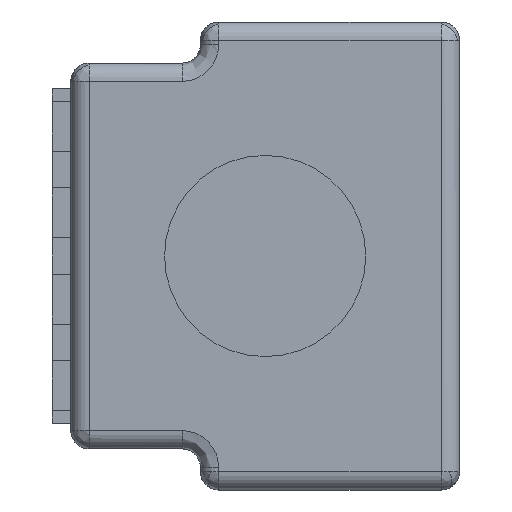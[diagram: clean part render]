
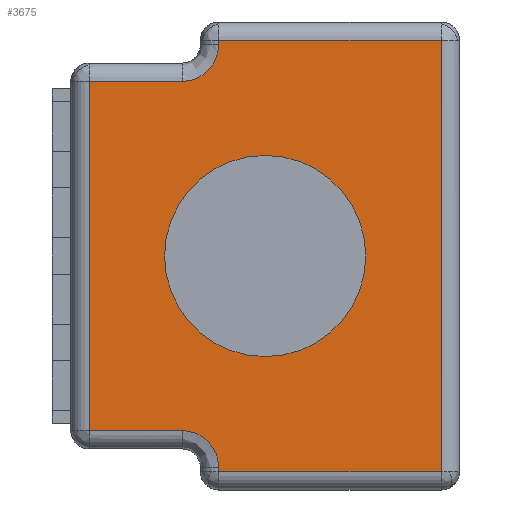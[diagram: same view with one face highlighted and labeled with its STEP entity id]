
A CAD part, left-side view. The second image highlights one B-rep face of the part: STEP entity #3675.
In plain terms, the highlighted planar face has unit normal (-1, 0, 0).
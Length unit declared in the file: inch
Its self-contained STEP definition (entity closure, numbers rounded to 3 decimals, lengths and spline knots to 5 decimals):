
#14 = VERTEX_POINT ( 'NONE', #3759 ) ;
#78 = DIRECTION ( 'NONE',  ( 0., 1., 0. ) ) ;
#176 = VECTOR ( 'NONE', #844, 39.37008 ) ;
#178 = CARTESIAN_POINT ( 'NONE',  ( 2.295, 0.0963, 0. ) ) ;
#180 = CARTESIAN_POINT ( 'NONE',  ( 2.295, 0., 0. ) ) ;
#190 = VERTEX_POINT ( 'NONE', #3441 ) ;
#262 = CARTESIAN_POINT ( 'NONE',  ( 2.295, -0.055, 0. ) ) ;
#391 = CARTESIAN_POINT ( 'NONE',  ( 2.295, 0.02543, 0.11795 ) ) ;
#420 = LINE ( 'NONE', #4577, #176 ) ;
#474 = ORIENTED_EDGE ( 'NONE', *, *, #3750, .F. ) ;
#479 = LINE ( 'NONE', #4800, #2687 ) ;
#524 = EDGE_CURVE ( 'NONE', #1367, #724, #2180, .T. ) ;
#556 = DIRECTION ( 'NONE',  ( 0., 1., 0. ) ) ;
#599 =( BOUNDED_CURVE ( )  B_SPLINE_CURVE ( 3, ( #3584, #1366, #4706, #2481 ),
 .UNSPECIFIED., .F., .T. ) 
 B_SPLINE_CURVE_WITH_KNOTS ( ( 4, 4 ),
 ( 0., 1. ),
 .UNSPECIFIED. ) 
 CURVE ( )  GEOMETRIC_REPRESENTATION_ITEM ( )  RATIONAL_B_SPLINE_CURVE ( ( 1., 0.805, 0.805, 1. ) ) 
 REPRESENTATION_ITEM ( '' )  );
#624 = VECTOR ( 'NONE', #2815, 39.37008 ) ;
#628 = ORIENTED_EDGE ( 'NONE', *, *, #3588, .F. ) ;
#690 = ORIENTED_EDGE ( 'NONE', *, *, #3654, .F. ) ;
#724 = VERTEX_POINT ( 'NONE', #4398 ) ;
#771 = DIRECTION ( 'NONE',  ( -1., 0., 0. ) ) ;
#800 = LINE ( 'NONE', #4179, #3531 ) ;
#840 = ORIENTED_EDGE ( 'NONE', *, *, #1944, .F. ) ;
#844 = DIRECTION ( 'NONE',  ( 0., 0., 1. ) ) ;
#883 = DIRECTION ( 'NONE',  ( 1., 0., 0. ) ) ;
#930 = DIRECTION ( 'NONE',  ( 0., 1., 0. ) ) ;
#980 = ORIENTED_EDGE ( 'NONE', *, *, #2302, .F. ) ;
#1032 = FACE_BOUND ( 'NONE', #1197, .T. ) ;
#1034 = CARTESIAN_POINT ( 'NONE',  ( 2.295, 0.0963, 0.0955 ) ) ;
#1159 = FACE_OUTER_BOUND ( 'NONE', #3113, .T. ) ;
#1188 = ORIENTED_EDGE ( 'NONE', *, *, #4248, .F. ) ;
#1197 = EDGE_LOOP ( 'NONE', ( #690, #2949 ) ) ;
#1201 = AXIS2_PLACEMENT_3D ( 'NONE', #4594, #883, #3491 ) ;
#1366 = CARTESIAN_POINT ( 'NONE',  ( 2.295, 0.03372, 0.0955 ) ) ;
#1367 = VERTEX_POINT ( 'NONE', #3787 ) ;
#1417 =( BOUNDED_CURVE ( )  B_SPLINE_CURVE ( 3, ( #1461, #1833, #4809, #2585 ),
 .UNSPECIFIED., .F., .F. ) 
 B_SPLINE_CURVE_WITH_KNOTS ( ( 4, 4 ),
 ( 0., 1. ),
 .UNSPECIFIED. ) 
 CURVE ( )  GEOMETRIC_REPRESENTATION_ITEM ( )  RATIONAL_B_SPLINE_CURVE ( ( 1., 0.805, 0.805, 1. ) ) 
 REPRESENTATION_ITEM ( '' )  );
#1461 = CARTESIAN_POINT ( 'NONE',  ( 2.295, 0.02543, -0.1155 ) ) ;
#1541 = EDGE_CURVE ( 'NONE', #14, #2713, #599, .T. ) ;
#1601 = EDGE_CURVE ( 'NONE', #190, #1367, #479, .T. ) ;
#1710 = ORIENTED_EDGE ( 'NONE', *, *, #3621, .F. ) ;
#1833 = CARTESIAN_POINT ( 'NONE',  ( 2.295, 0.02543, -0.10378 ) ) ;
#1944 = EDGE_CURVE ( 'NONE', #3671, #190, #3716, .T. ) ;
#1975 = ORIENTED_EDGE ( 'NONE', *, *, #3643, .F. ) ;
#1985 = PLANE ( 'NONE',  #1201 ) ;
#2113 = VERTEX_POINT ( 'NONE', #1034 ) ;
#2180 = LINE ( 'NONE', #2317, #2404 ) ;
#2302 = EDGE_CURVE ( 'NONE', #2713, #3671, #800, .T. ) ;
#2317 = CARTESIAN_POINT ( 'NONE',  ( 2.295, -0.0034, -0.11795 ) ) ;
#2319 = VERTEX_POINT ( 'NONE', #3046 ) ;
#2404 = VECTOR ( 'NONE', #78, 39.37008 ) ;
#2410 = CARTESIAN_POINT ( 'NONE',  ( 2.295, 0.0963, -0.0955 ) ) ;
#2422 = DIRECTION ( 'NONE',  ( 0., 0., 1. ) ) ;
#2481 = CARTESIAN_POINT ( 'NONE',  ( 2.295, 0.02543, 0.1155 ) ) ;
#2498 = ORIENTED_EDGE ( 'NONE', *, *, #1601, .F. ) ;
#2585 = CARTESIAN_POINT ( 'NONE',  ( 2.295, 0.04543, -0.0955 ) ) ;
#2651 = VECTOR ( 'NONE', #3945, 39.37008 ) ;
#2687 = VECTOR ( 'NONE', #4083, 39.37008 ) ;
#2713 = VERTEX_POINT ( 'NONE', #2732 ) ;
#2732 = CARTESIAN_POINT ( 'NONE',  ( 2.295, 0.02543, 0.1155 ) ) ;
#2764 = VECTOR ( 'NONE', #930, 39.37008 ) ;
#2768 = AXIS2_PLACEMENT_3D ( 'NONE', #3005, #771, #3372 ) ;
#2778 = DIRECTION ( 'NONE',  ( -1., 0., 0. ) ) ;
#2802 = VERTEX_POINT ( 'NONE', #3532 ) ;
#2815 = DIRECTION ( 'NONE',  ( 0., -1., 0. ) ) ;
#2887 = VERTEX_POINT ( 'NONE', #262 ) ;
#2949 = ORIENTED_EDGE ( 'NONE', *, *, #3534, .F. ) ;
#3005 = CARTESIAN_POINT ( 'NONE',  ( 2.295, 0., 0. ) ) ;
#3046 = CARTESIAN_POINT ( 'NONE',  ( 2.295, 0.055, 0. ) ) ;
#3113 = EDGE_LOOP ( 'NONE', ( #628, #1975, #1188, #4138, #2498, #840, #980, #3815, #1710, #474 ) ) ;
#3183 = CARTESIAN_POINT ( 'NONE',  ( 2.295, -0.0034, -0.0955 ) ) ;
#3201 = VERTEX_POINT ( 'NONE', #3317 ) ;
#3317 = CARTESIAN_POINT ( 'NONE',  ( 2.295, 0.04543, -0.0955 ) ) ;
#3372 = DIRECTION ( 'NONE',  ( 0., 1., 0. ) ) ;
#3441 = CARTESIAN_POINT ( 'NONE',  ( 2.295, -0.0963, 0.11795 ) ) ;
#3491 = DIRECTION ( 'NONE',  ( 0., 1., 0. ) ) ;
#3531 = VECTOR ( 'NONE', #4552, 39.37008 ) ;
#3532 = CARTESIAN_POINT ( 'NONE',  ( 2.295, 0.02543, -0.1155 ) ) ;
#3534 = EDGE_CURVE ( 'NONE', #2887, #2319, #3988, .T. ) ;
#3542 = VERTEX_POINT ( 'NONE', #2410 ) ;
#3555 = VECTOR ( 'NONE', #2422, 39.37008 ) ;
#3584 = CARTESIAN_POINT ( 'NONE',  ( 2.295, 0.04543, 0.0955 ) ) ;
#3588 = EDGE_CURVE ( 'NONE', #3201, #3542, #4739, .T. ) ;
#3612 = AXIS2_PLACEMENT_3D ( 'NONE', #180, #2778, #556 ) ;
#3621 = EDGE_CURVE ( 'NONE', #2113, #14, #3635, .T. ) ;
#3635 = LINE ( 'NONE', #4714, #2651 ) ;
#3643 = EDGE_CURVE ( 'NONE', #2802, #3201, #1417, .T. ) ;
#3654 = EDGE_CURVE ( 'NONE', #2319, #2887, #3992, .T. ) ;
#3671 = VERTEX_POINT ( 'NONE', #391 ) ;
#3675 = ADVANCED_FACE ( 'NONE', ( #1032, #1159 ), #1985, .F. ) ;
#3716 = LINE ( 'NONE', #4651, #624 ) ;
#3750 = EDGE_CURVE ( 'NONE', #3542, #2113, #4655, .T. ) ;
#3759 = CARTESIAN_POINT ( 'NONE',  ( 2.295, 0.04543, 0.0955 ) ) ;
#3787 = CARTESIAN_POINT ( 'NONE',  ( 2.295, -0.0963, -0.11795 ) ) ;
#3815 = ORIENTED_EDGE ( 'NONE', *, *, #1541, .F. ) ;
#3945 = DIRECTION ( 'NONE',  ( 0., -1., 0. ) ) ;
#3988 = CIRCLE ( 'NONE', #3612, 0.055 ) ;
#3992 = CIRCLE ( 'NONE', #2768, 0.055 ) ;
#4083 = DIRECTION ( 'NONE',  ( 0., 0., -1. ) ) ;
#4138 = ORIENTED_EDGE ( 'NONE', *, *, #524, .F. ) ;
#4179 = CARTESIAN_POINT ( 'NONE',  ( 2.295, 0.02543, 0. ) ) ;
#4248 = EDGE_CURVE ( 'NONE', #724, #2802, #420, .T. ) ;
#4398 = CARTESIAN_POINT ( 'NONE',  ( 2.295, 0.02543, -0.11795 ) ) ;
#4552 = DIRECTION ( 'NONE',  ( 0., 0., 1. ) ) ;
#4577 = CARTESIAN_POINT ( 'NONE',  ( 2.295, 0.02543, 0. ) ) ;
#4594 = CARTESIAN_POINT ( 'NONE',  ( 2.295, -0.0034, 0. ) ) ;
#4651 = CARTESIAN_POINT ( 'NONE',  ( 2.295, -0.0034, 0.11795 ) ) ;
#4655 = LINE ( 'NONE', #178, #3555 ) ;
#4706 = CARTESIAN_POINT ( 'NONE',  ( 2.295, 0.02543, 0.10378 ) ) ;
#4714 = CARTESIAN_POINT ( 'NONE',  ( 2.295, -0.0034, 0.0955 ) ) ;
#4739 = LINE ( 'NONE', #3183, #2764 ) ;
#4800 = CARTESIAN_POINT ( 'NONE',  ( 2.295, -0.0963, 0. ) ) ;
#4809 = CARTESIAN_POINT ( 'NONE',  ( 2.295, 0.03372, -0.0955 ) ) ;
